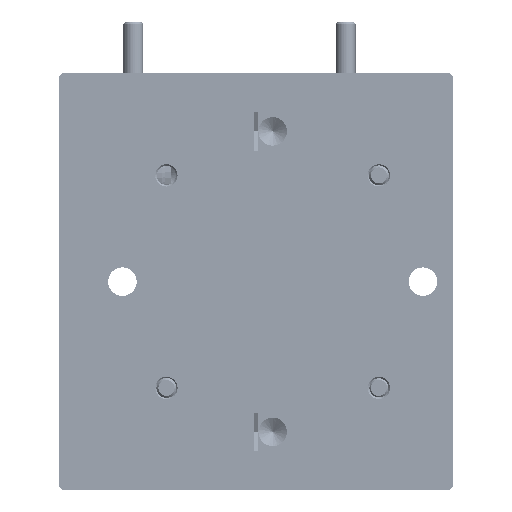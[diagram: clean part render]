
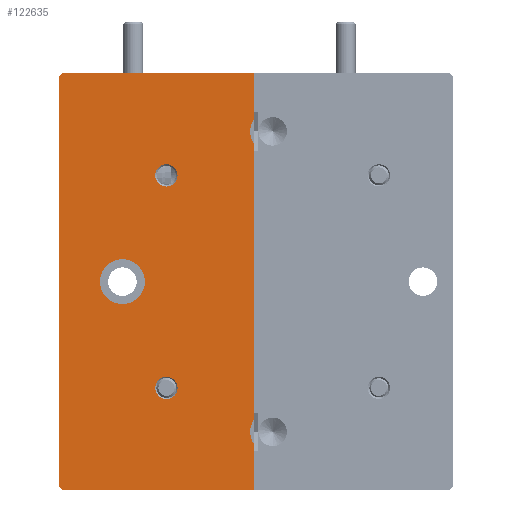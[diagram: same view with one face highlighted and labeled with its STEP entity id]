
A CAD part, left-side view. The second image highlights one B-rep face of the part: STEP entity #122635.
In plain terms, the highlighted planar face has unit normal (-1, 0, 0).
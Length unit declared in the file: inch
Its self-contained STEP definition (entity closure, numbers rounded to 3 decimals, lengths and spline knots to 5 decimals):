
#1497 = CARTESIAN_POINT ( 'NONE',  ( -3.12708, 0.6596, 0.8146 ) ) ;
#2497 = CARTESIAN_POINT ( 'NONE',  ( -3.12708, 0.46235, 0.1646 ) ) ;
#3334 = VERTEX_POINT ( 'NONE', #91785 ) ;
#3744 = VERTEX_POINT ( 'NONE', #127173 ) ;
#3853 = VERTEX_POINT ( 'NONE', #80536 ) ;
#4149 = FACE_BOUND ( 'NONE', #32868, .T. ) ;
#5096 = CARTESIAN_POINT ( 'NONE',  ( -3.12708, 0.0506, 0.1646 ) ) ;
#5805 = EDGE_LOOP ( 'NONE', ( #95477, #11084 ) ) ;
#6736 = ORIENTED_EDGE ( 'NONE', *, *, #112247, .T. ) ;
#6988 = CARTESIAN_POINT ( 'NONE',  ( -3.12708, -0.0064, -0.30415 ) ) ;
#7102 = DIRECTION ( 'NONE',  ( 0., 1., 0. ) ) ;
#9033 = EDGE_CURVE ( 'NONE', #58908, #57279, #77971, .T. ) ;
#10336 = ORIENTED_EDGE ( 'NONE', *, *, #42324, .T. ) ;
#10367 = VERTEX_POINT ( 'NONE', #111328 ) ;
#11011 = DIRECTION ( 'NONE',  ( -1., 0., 0. ) ) ;
#11084 = ORIENTED_EDGE ( 'NONE', *, *, #34089, .F. ) ;
#12131 = CARTESIAN_POINT ( 'NONE',  ( -3.12708, 0.32506, -0.16686 ) ) ;
#13874 = ORIENTED_EDGE ( 'NONE', *, *, #9033, .F. ) ;
#13911 = VECTOR ( 'NONE', #34937, 39.37008 ) ;
#15009 = EDGE_CURVE ( 'NONE', #76622, #53152, #105491, .T. ) ;
#16239 = CIRCLE ( 'NONE', #56000, 0.07 ) ;
#17422 = VERTEX_POINT ( 'NONE', #54188 ) ;
#18782 = LINE ( 'NONE', #104915, #93006 ) ;
#19685 = DIRECTION ( 'NONE',  ( 0., 0., 1. ) ) ;
#20292 = DIRECTION ( 'NONE',  ( 1., 0., 0. ) ) ;
#22320 = CARTESIAN_POINT ( 'NONE',  ( -3.12708, -0.0064, 0.63335 ) ) ;
#22463 = EDGE_CURVE ( 'NONE', #3334, #62557, #31999, .T. ) ;
#23171 = EDGE_LOOP ( 'NONE', ( #58740, #53591, #126754, #10336, #6736, #13874, #93177, #107160, #57830, #60370 ) ) ;
#24467 = VERTEX_POINT ( 'NONE', #55854 ) ;
#25124 = DIRECTION ( 'NONE',  ( -1., 0., 0. ) ) ;
#26124 = VERTEX_POINT ( 'NONE', #33588 ) ;
#26177 = DIRECTION ( 'NONE',  ( 0., 0.707, 0.707 ) ) ;
#26293 = EDGE_CURVE ( 'NONE', #87614, #24467, #44017, .T. ) ;
#28478 = VECTOR ( 'NONE', #104929, 39.37008 ) ;
#31999 = CIRCLE ( 'NONE', #53066, 0.03475 ) ;
#32198 = CARTESIAN_POINT ( 'NONE',  ( -3.12708, 0.32506, -0.16686 ) ) ;
#32314 = DIRECTION ( 'NONE',  ( -1., 0., 0. ) ) ;
#32868 = EDGE_LOOP ( 'NONE', ( #126428, #91071 ) ) ;
#33588 = CARTESIAN_POINT ( 'NONE',  ( -3.12708, 0.0506, 0.59272 ) ) ;
#33692 = AXIS2_PLACEMENT_3D ( 'NONE', #6988, #76150, #46754 ) ;
#34089 = EDGE_CURVE ( 'NONE', #62557, #3334, #118719, .T. ) ;
#34860 = DIRECTION ( 'NONE',  ( 0., 0., 1. ) ) ;
#34937 = DIRECTION ( 'NONE',  ( 0., 0., 1. ) ) ;
#36356 = VECTOR ( 'NONE', #26177, 39.37008 ) ;
#36639 = FACE_BOUND ( 'NONE', #127107, .T. ) ;
#37143 = DIRECTION ( 'NONE',  ( -1., 0., 0. ) ) ;
#38678 = EDGE_CURVE ( 'NONE', #75410, #53152, #122746, .T. ) ;
#40786 = EDGE_CURVE ( 'NONE', #76622, #26124, #18782, .T. ) ;
#40866 = CARTESIAN_POINT ( 'NONE',  ( -3.12708, 0.32506, 0.49606 ) ) ;
#42116 = DIRECTION ( 'NONE',  ( 0., 0., 1. ) ) ;
#42189 = VERTEX_POINT ( 'NONE', #91474 ) ;
#42324 = EDGE_CURVE ( 'NONE', #42189, #117912, #120602, .T. ) ;
#43707 = EDGE_CURVE ( 'NONE', #3853, #10367, #16239, .T. ) ;
#44017 = LINE ( 'NONE', #56427, #36356 ) ;
#45061 = EDGE_CURVE ( 'NONE', #24467, #58908, #99512, .T. ) ;
#46702 = DIRECTION ( 'NONE',  ( 0., 0., 1. ) ) ;
#46754 = DIRECTION ( 'NONE',  ( 0., 0., 1. ) ) ;
#47438 = FACE_BOUND ( 'NONE', #5805, .T. ) ;
#50179 = AXIS2_PLACEMENT_3D ( 'NONE', #40866, #11011, #19685 ) ;
#51639 = EDGE_CURVE ( 'NONE', #17422, #3744, #123032, .T. ) ;
#52498 = DIRECTION ( 'NONE',  ( 0., 0., 1. ) ) ;
#53066 = AXIS2_PLACEMENT_3D ( 'NONE', #96683, #37143, #95389 ) ;
#53152 = VERTEX_POINT ( 'NONE', #123889 ) ;
#53591 = ORIENTED_EDGE ( 'NONE', *, *, #40786, .T. ) ;
#54188 = CARTESIAN_POINT ( 'NONE',  ( -3.12708, 0.32506, -0.13211 ) ) ;
#54862 = VECTOR ( 'NONE', #111808, 39.37008 ) ;
#55790 = CARTESIAN_POINT ( 'NONE',  ( -3.12708, 0.6596, 0.8046 ) ) ;
#55854 = CARTESIAN_POINT ( 'NONE',  ( -3.12708, 0.6596, -0.4754 ) ) ;
#56000 = AXIS2_PLACEMENT_3D ( 'NONE', #80596, #60735, #42116 ) ;
#56372 = VECTOR ( 'NONE', #69321, 39.37008 ) ;
#56427 = CARTESIAN_POINT ( 'NONE',  ( -3.12708, 0.6596, -0.4754 ) ) ;
#57080 = PLANE ( 'NONE',  #65807 ) ;
#57279 = VERTEX_POINT ( 'NONE', #126419 ) ;
#57830 = ORIENTED_EDGE ( 'NONE', *, *, #63333, .F. ) ;
#58740 = ORIENTED_EDGE ( 'NONE', *, *, #15009, .F. ) ;
#58908 = VERTEX_POINT ( 'NONE', #120978 ) ;
#60370 = ORIENTED_EDGE ( 'NONE', *, *, #38678, .T. ) ;
#60735 = DIRECTION ( 'NONE',  ( -1., 0., 0. ) ) ;
#61573 = CARTESIAN_POINT ( 'NONE',  ( -3.12708, 0.6496, -0.4854 ) ) ;
#62557 = VERTEX_POINT ( 'NONE', #85985 ) ;
#63333 = EDGE_CURVE ( 'NONE', #75410, #87614, #105617, .T. ) ;
#65807 = AXIS2_PLACEMENT_3D ( 'NONE', #126574, #20292, #69565 ) ;
#69321 = DIRECTION ( 'NONE',  ( 0., 0., 1. ) ) ;
#69565 = DIRECTION ( 'NONE',  ( 0., 0., -1. ) ) ;
#71502 = DIRECTION ( 'NONE',  ( -1., 0., 0. ) ) ;
#75410 = VERTEX_POINT ( 'NONE', #122073 ) ;
#76150 = DIRECTION ( 'NONE',  ( -1., 0., 0. ) ) ;
#76559 = LINE ( 'NONE', #113098, #54862 ) ;
#76622 = VERTEX_POINT ( 'NONE', #85817 ) ;
#77522 = CARTESIAN_POINT ( 'NONE',  ( -3.12708, 0.6596, -0.4854 ) ) ;
#77842 = VECTOR ( 'NONE', #7102, 39.37008 ) ;
#77971 = LINE ( 'NONE', #55790, #28478 ) ;
#78283 = CIRCLE ( 'NONE', #102533, 0.07 ) ;
#79119 = EDGE_CURVE ( 'NONE', #3744, #17422, #118295, .T. ) ;
#80536 = CARTESIAN_POINT ( 'NONE',  ( -3.12708, 0.46235, 0.2346 ) ) ;
#80596 = CARTESIAN_POINT ( 'NONE',  ( -3.12708, 0.46235, 0.1646 ) ) ;
#85817 = CARTESIAN_POINT ( 'NONE',  ( -3.12708, 0.0506, -0.26352 ) ) ;
#85985 = CARTESIAN_POINT ( 'NONE',  ( -3.12708, 0.32506, 0.46131 ) ) ;
#86094 = ORIENTED_EDGE ( 'NONE', *, *, #51639, .F. ) ;
#87614 = VERTEX_POINT ( 'NONE', #61573 ) ;
#88917 = AXIS2_PLACEMENT_3D ( 'NONE', #12131, #25124, #110969 ) ;
#91071 = ORIENTED_EDGE ( 'NONE', *, *, #111243, .F. ) ;
#91457 = DIRECTION ( 'NONE',  ( -1., 0., 0. ) ) ;
#91474 = CARTESIAN_POINT ( 'NONE',  ( -3.12708, 0.0506, 0.67398 ) ) ;
#91785 = CARTESIAN_POINT ( 'NONE',  ( -3.12708, 0.32506, 0.53081 ) ) ;
#91831 = VECTOR ( 'NONE', #52498, 39.37008 ) ;
#93006 = VECTOR ( 'NONE', #46702, 39.37008 ) ;
#93177 = ORIENTED_EDGE ( 'NONE', *, *, #45061, .F. ) ;
#94498 = CIRCLE ( 'NONE', #118585, 0.07 ) ;
#95389 = DIRECTION ( 'NONE',  ( 0., 0., 1. ) ) ;
#95477 = ORIENTED_EDGE ( 'NONE', *, *, #22463, .F. ) ;
#96005 = ORIENTED_EDGE ( 'NONE', *, *, #79119, .F. ) ;
#96683 = CARTESIAN_POINT ( 'NONE',  ( -3.12708, 0.32506, 0.49606 ) ) ;
#99512 = LINE ( 'NONE', #1497, #91831 ) ;
#101796 = DIRECTION ( 'NONE',  ( 0., 0., 1. ) ) ;
#102533 = AXIS2_PLACEMENT_3D ( 'NONE', #2497, #91457, #101796 ) ;
#104915 = CARTESIAN_POINT ( 'NONE',  ( -3.12708, 0.0506, 0.1646 ) ) ;
#104929 = DIRECTION ( 'NONE',  ( 0., -0.707, 0.707 ) ) ;
#105416 = EDGE_CURVE ( 'NONE', #42189, #26124, #94498, .T. ) ;
#105491 = CIRCLE ( 'NONE', #33692, 0.07 ) ;
#105617 = LINE ( 'NONE', #77522, #77842 ) ;
#107160 = ORIENTED_EDGE ( 'NONE', *, *, #26293, .F. ) ;
#109829 = DIRECTION ( 'NONE',  ( 0., 0., 1. ) ) ;
#110969 = DIRECTION ( 'NONE',  ( 0., 0., 1. ) ) ;
#111243 = EDGE_CURVE ( 'NONE', #10367, #3853, #78283, .T. ) ;
#111328 = CARTESIAN_POINT ( 'NONE',  ( -3.12708, 0.46235, 0.0946 ) ) ;
#111808 = DIRECTION ( 'NONE',  ( 0., 1., 0. ) ) ;
#112247 = EDGE_CURVE ( 'NONE', #117912, #57279, #76559, .T. ) ;
#113098 = CARTESIAN_POINT ( 'NONE',  ( -3.12708, 0.6596, 0.8146 ) ) ;
#113309 = CARTESIAN_POINT ( 'NONE',  ( -3.12708, 0.0506, 0.8146 ) ) ;
#115764 = AXIS2_PLACEMENT_3D ( 'NONE', #32198, #71502, #109829 ) ;
#117912 = VERTEX_POINT ( 'NONE', #113309 ) ;
#118061 = CARTESIAN_POINT ( 'NONE',  ( -3.12708, 0.0506, 0.1646 ) ) ;
#118295 = CIRCLE ( 'NONE', #115764, 0.03475 ) ;
#118585 = AXIS2_PLACEMENT_3D ( 'NONE', #22320, #32314, #34860 ) ;
#118719 = CIRCLE ( 'NONE', #50179, 0.03475 ) ;
#120602 = LINE ( 'NONE', #5096, #13911 ) ;
#120978 = CARTESIAN_POINT ( 'NONE',  ( -3.12708, 0.6596, 0.8046 ) ) ;
#122073 = CARTESIAN_POINT ( 'NONE',  ( -3.12708, 0.0506, -0.4854 ) ) ;
#122635 = ADVANCED_FACE ( 'NONE', ( #124692, #4149, #47438, #36639 ), #57080, .F. ) ;
#122746 = LINE ( 'NONE', #118061, #56372 ) ;
#123032 = CIRCLE ( 'NONE', #88917, 0.03475 ) ;
#123889 = CARTESIAN_POINT ( 'NONE',  ( -3.12708, 0.0506, -0.34478 ) ) ;
#124692 = FACE_OUTER_BOUND ( 'NONE', #23171, .T. ) ;
#126419 = CARTESIAN_POINT ( 'NONE',  ( -3.12708, 0.6496, 0.8146 ) ) ;
#126428 = ORIENTED_EDGE ( 'NONE', *, *, #43707, .F. ) ;
#126574 = CARTESIAN_POINT ( 'NONE',  ( -3.12708, 0.6596, 0.8146 ) ) ;
#126754 = ORIENTED_EDGE ( 'NONE', *, *, #105416, .F. ) ;
#127107 = EDGE_LOOP ( 'NONE', ( #86094, #96005 ) ) ;
#127173 = CARTESIAN_POINT ( 'NONE',  ( -3.12708, 0.32506, -0.20161 ) ) ;
